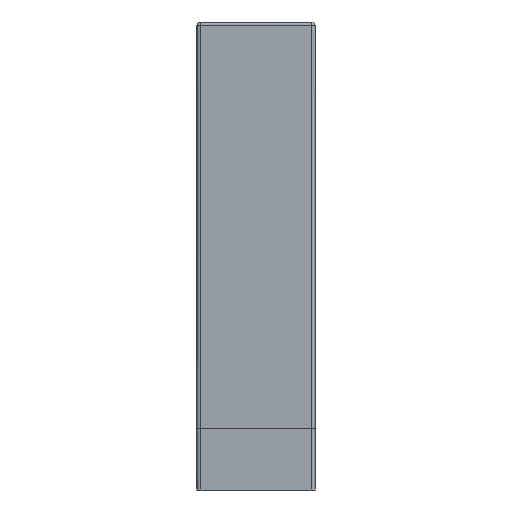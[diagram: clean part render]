
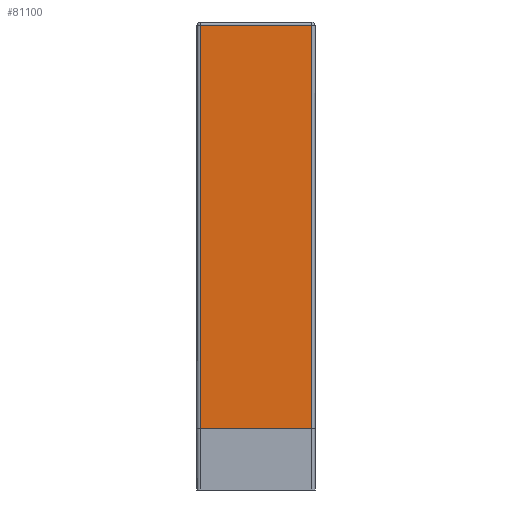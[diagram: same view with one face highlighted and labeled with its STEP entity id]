
A CAD part, left-side view. The second image highlights one B-rep face of the part: STEP entity #81100.
In plain terms, the highlighted free-form (B-spline) face has degree [1, 2] with [2, 7] control points.
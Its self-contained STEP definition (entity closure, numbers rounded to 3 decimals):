
#3963 = CARTESIAN_POINT ( 'NONE',  ( 75., 3., 60. ) ) ;
#4640 = EDGE_CURVE ( 'NONE', #15780, #71235, #81824, .T. ) ;
#5182 = ORIENTED_EDGE ( 'NONE', *, *, #46232, .F. ) ;
#5225 = CARTESIAN_POINT ( 'NONE',  ( 75., 3., 60. ) ) ;
#5750 = CARTESIAN_POINT ( 'NONE',  ( 0., 0., 10. ) ) ;
#9523 = VERTEX_POINT ( 'NONE', #5225 ) ;
#13272 = CARTESIAN_POINT ( 'NONE',  ( 25., 0., 10. ) ) ;
#13526 = EDGE_CURVE ( 'NONE', #55740, #71235, #50666, .T. ) ;
#15780 = VERTEX_POINT ( 'NONE', #94957 ) ;
#16717 = VECTOR ( 'NONE', #87263, 1000. ) ;
#16949 =( BOUNDED_SURFACE ( )  B_SPLINE_SURFACE ( 1, 2, ( 
 ( #79665, #57474, #35242, #87050, #42756, #94494, #50277 ),
 ( #5750, #57795, #13272, #65197, #20697, #72545, #28099 ) ),
 .UNSPECIFIED., .F., .F., .F. ) 
 B_SPLINE_SURFACE_WITH_KNOTS ( ( 2, 2 ),
 ( 3, 2, 2, 3 ),
 ( 0., 116. ),
 ( -25., 0., 78.54, 448.54 ),
 .UNSPECIFIED. ) 
 GEOMETRIC_REPRESENTATION_ITEM ( )  RATIONAL_B_SPLINE_SURFACE ( (
 ( 1., 1., 1., 0.707, 1., 1., 1.),
 ( 1., 1., 1., 0.707, 1., 1., 1.) ) ) 
 REPRESENTATION_ITEM ( '' )  SURFACE ( )  );
#20697 = CARTESIAN_POINT ( 'NONE',  ( 75., 0., 60. ) ) ;
#25185 = B_SPLINE_CURVE_WITH_KNOTS ( 'NONE', 3,
 ( #85310, #40973, #48500, #3963 ),
 .UNSPECIFIED., .F., .F.,
 ( 4, 4 ),
 ( 0., 1. ),
 .UNSPECIFIED. ) ;
#28099 = CARTESIAN_POINT ( 'NONE',  ( 75., 0., 490. ) ) ;
#30331 = CARTESIAN_POINT ( 'NONE',  ( 75., 113., 60. ) ) ;
#31969 = ORIENTED_EDGE ( 'NONE', *, *, #4640, .T. ) ;
#34057 = CARTESIAN_POINT ( 'NONE',  ( 75., 113., 60. ) ) ;
#35242 = CARTESIAN_POINT ( 'NONE',  ( 25., 116., 10. ) ) ;
#35889 = ORIENTED_EDGE ( 'NONE', *, *, #54655, .T. ) ;
#37783 = CARTESIAN_POINT ( 'NONE',  ( 75., 113., 324.667 ) ) ;
#40973 = CARTESIAN_POINT ( 'NONE',  ( 75., 3., 324.667 ) ) ;
#42756 = CARTESIAN_POINT ( 'NONE',  ( 75., 116., 60. ) ) ;
#46232 = EDGE_CURVE ( 'NONE', #15780, #9523, #25185, .T. ) ;
#48500 = CARTESIAN_POINT ( 'NONE',  ( 75., 3., 192.333 ) ) ;
#50277 = CARTESIAN_POINT ( 'NONE',  ( 75., 116., 490. ) ) ;
#50666 = B_SPLINE_CURVE_WITH_KNOTS ( 'NONE', 3,
 ( #30331, #74771, #37783, #89576 ),
 .UNSPECIFIED., .F., .F.,
 ( 4, 4 ),
 ( 0., 1. ),
 .UNSPECIFIED. ) ;
#54655 = EDGE_CURVE ( 'NONE', #55740, #9523, #75831, .T. ) ;
#55740 = VERTEX_POINT ( 'NONE', #34057 ) ;
#57474 = CARTESIAN_POINT ( 'NONE',  ( 12.5, 116., 10. ) ) ;
#57795 = CARTESIAN_POINT ( 'NONE',  ( 12.5, 0., 10. ) ) ;
#64276 = CARTESIAN_POINT ( 'NONE',  ( 75., 3., 457. ) ) ;
#65093 = CARTESIAN_POINT ( 'NONE',  ( 75., 58., 60. ) ) ;
#65197 = CARTESIAN_POINT ( 'NONE',  ( 75., 0., 10. ) ) ;
#71235 = VERTEX_POINT ( 'NONE', #80939 ) ;
#72545 = CARTESIAN_POINT ( 'NONE',  ( 75., 0., 305. ) ) ;
#73553 = ORIENTED_EDGE ( 'NONE', *, *, #13526, .F. ) ;
#74771 = CARTESIAN_POINT ( 'NONE',  ( 75., 113., 192.333 ) ) ;
#75831 = LINE ( 'NONE', #65093, #16717 ) ;
#78722 = CARTESIAN_POINT ( 'NONE',  ( 75., 113., 457. ) ) ;
#79665 = CARTESIAN_POINT ( 'NONE',  ( 0., 116., 10. ) ) ;
#80939 = CARTESIAN_POINT ( 'NONE',  ( 75., 113., 457. ) ) ;
#81100 = ADVANCED_FACE ( 'NONE', ( #89780 ), #16949, .T. ) ;
#81824 = B_SPLINE_CURVE_WITH_KNOTS ( 'NONE', 1,
 ( #64276, #78722 ),
 .UNSPECIFIED., .F., .F.,
 ( 2, 2 ),
 ( -113., -3. ),
 .UNSPECIFIED. ) ;
#85310 = CARTESIAN_POINT ( 'NONE',  ( 75., 3., 457. ) ) ;
#86823 = EDGE_LOOP ( 'NONE', ( #35889, #5182, #31969, #73553 ) ) ;
#87050 = CARTESIAN_POINT ( 'NONE',  ( 75., 116., 10. ) ) ;
#87263 = DIRECTION ( 'NONE',  ( 0., -1., 0. ) ) ;
#89576 = CARTESIAN_POINT ( 'NONE',  ( 75., 113., 457. ) ) ;
#89780 = FACE_OUTER_BOUND ( 'NONE', #86823, .T. ) ;
#94494 = CARTESIAN_POINT ( 'NONE',  ( 75., 116., 305. ) ) ;
#94957 = CARTESIAN_POINT ( 'NONE',  ( 75., 3., 457. ) ) ;
